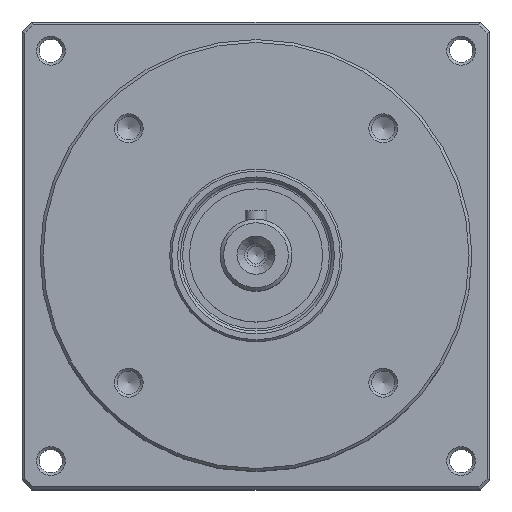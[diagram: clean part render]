
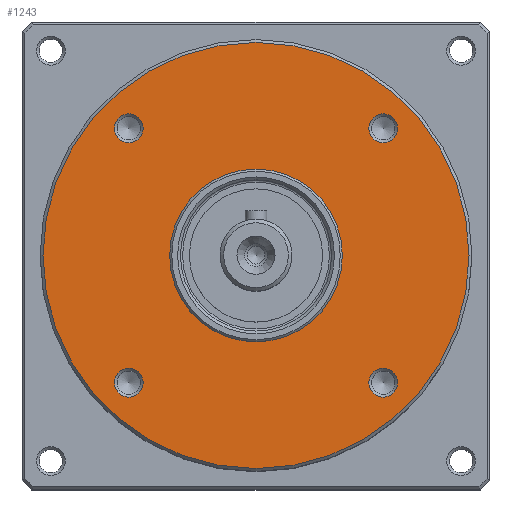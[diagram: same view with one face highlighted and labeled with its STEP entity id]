
A CAD part, top view. The second image highlights one B-rep face of the part: STEP entity #1243.
In plain terms, the highlighted face is planar.
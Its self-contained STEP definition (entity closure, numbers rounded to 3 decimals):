
#41=PLANE('',#1395);
#210=CIRCLE('',#1394,29.6);
#211=CIRCLE('',#1396,12.);
#212=CIRCLE('',#1397,2.);
#213=CIRCLE('',#1398,2.);
#214=CIRCLE('',#1399,2.);
#215=CIRCLE('',#1400,2.);
#346=ORIENTED_EDGE('',*,*,#626,.F.);
#347=ORIENTED_EDGE('',*,*,#627,.F.);
#348=ORIENTED_EDGE('',*,*,#628,.F.);
#349=ORIENTED_EDGE('',*,*,#629,.F.);
#350=ORIENTED_EDGE('',*,*,#630,.F.);
#351=ORIENTED_EDGE('',*,*,#625,.T.);
#625=EDGE_CURVE('',#758,#758,#210,.T.);
#626=EDGE_CURVE('',#759,#759,#211,.T.);
#627=EDGE_CURVE('',#760,#760,#212,.T.);
#628=EDGE_CURVE('',#761,#761,#213,.T.);
#629=EDGE_CURVE('',#762,#762,#214,.T.);
#630=EDGE_CURVE('',#763,#763,#215,.T.);
#758=VERTEX_POINT('',#2115);
#759=VERTEX_POINT('',#2118);
#760=VERTEX_POINT('',#2120);
#761=VERTEX_POINT('',#2122);
#762=VERTEX_POINT('',#2124);
#763=VERTEX_POINT('',#2126);
#885=EDGE_LOOP('',(#346));
#886=EDGE_LOOP('',(#347));
#887=EDGE_LOOP('',(#348));
#888=EDGE_LOOP('',(#349));
#889=EDGE_LOOP('',(#350));
#890=EDGE_LOOP('',(#351));
#1051=FACE_BOUND('',#885,.T.);
#1052=FACE_BOUND('',#886,.T.);
#1053=FACE_BOUND('',#887,.T.);
#1054=FACE_BOUND('',#888,.T.);
#1055=FACE_BOUND('',#889,.T.);
#1056=FACE_BOUND('',#890,.T.);
#1243=ADVANCED_FACE('',(#1051,#1052,#1053,#1054,#1055,#1056),#41,.F.);
#1394=AXIS2_PLACEMENT_3D('',#2114,#1639,#1640);
#1395=AXIS2_PLACEMENT_3D('',#2116,#1641,#1642);
#1396=AXIS2_PLACEMENT_3D('',#2117,#1643,#1644);
#1397=AXIS2_PLACEMENT_3D('',#2119,#1645,#1646);
#1398=AXIS2_PLACEMENT_3D('',#2121,#1647,#1648);
#1399=AXIS2_PLACEMENT_3D('',#2123,#1649,#1650);
#1400=AXIS2_PLACEMENT_3D('',#2125,#1651,#1652);
#1639=DIRECTION('',(1.,0.,0.));
#1640=DIRECTION('',(0.,0.,-1.));
#1641=DIRECTION('',(-1.,0.,0.));
#1642=DIRECTION('',(0.,0.,1.));
#1643=DIRECTION('',(1.,0.,0.));
#1644=DIRECTION('',(0.,0.,-1.));
#1645=DIRECTION('',(1.,0.,0.));
#1646=DIRECTION('',(0.,0.,-1.));
#1647=DIRECTION('',(1.,0.,0.));
#1648=DIRECTION('',(0.,0.,-1.));
#1649=DIRECTION('',(1.,0.,0.));
#1650=DIRECTION('',(0.,0.,-1.));
#1651=DIRECTION('',(1.,0.,0.));
#1652=DIRECTION('',(0.,0.,-1.));
#2114=CARTESIAN_POINT('',(47.,0.,0.));
#2115=CARTESIAN_POINT('',(47.,0.,-29.6));
#2116=CARTESIAN_POINT('',(47.,29.6,0.));
#2117=CARTESIAN_POINT('',(47.,0.,0.));
#2118=CARTESIAN_POINT('',(47.,0.,-12.));
#2119=CARTESIAN_POINT('',(47.,-17.678,17.678));
#2120=CARTESIAN_POINT('',(47.,-17.678,15.678));
#2121=CARTESIAN_POINT('',(47.,17.678,-17.678));
#2122=CARTESIAN_POINT('',(47.,17.678,-19.678));
#2123=CARTESIAN_POINT('',(47.,-17.678,-17.678));
#2124=CARTESIAN_POINT('',(47.,-17.678,-19.678));
#2125=CARTESIAN_POINT('',(47.,17.678,17.678));
#2126=CARTESIAN_POINT('',(47.,17.678,15.678));
